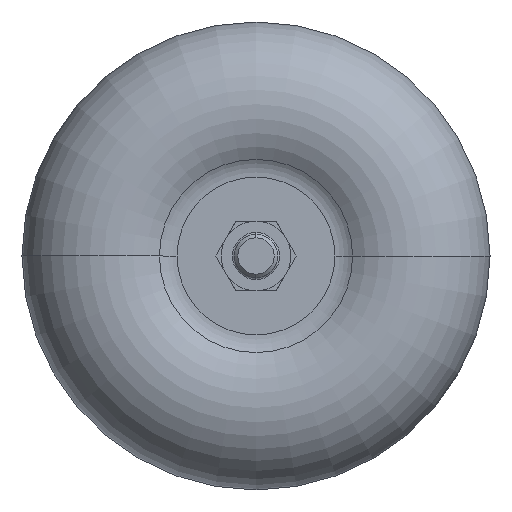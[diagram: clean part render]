
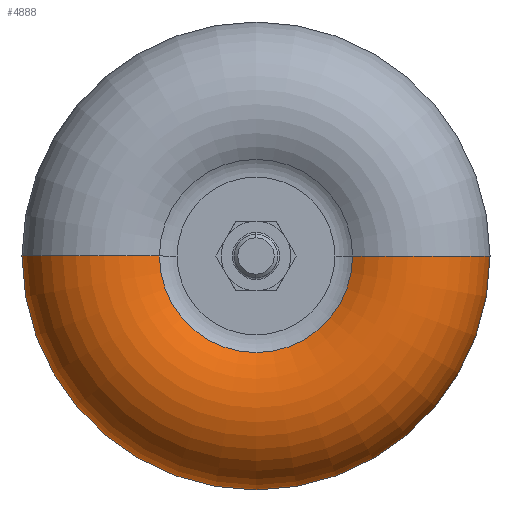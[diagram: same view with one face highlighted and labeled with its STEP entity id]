
A CAD part, front view. The second image highlights one B-rep face of the part: STEP entity #4888.
In plain terms, the highlighted toroidal (fillet/blend) face has major radius 33.8 mm and minor radius 20 mm.
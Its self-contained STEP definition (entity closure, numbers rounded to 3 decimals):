
#4661=CARTESIAN_POINT('',(33.8,-20.,0.));
#4662=DIRECTION('',(0.,0.,1.));
#4663=DIRECTION('',(1.,0.,0.));
#4664=AXIS2_PLACEMENT_3D('',#4661,#4662,#4663);
#4666=CARTESIAN_POINT('',(0.,-20.,0.));
#4667=DIRECTION('',(0.,1.,0.));
#4668=DIRECTION('',(-1.,0.,0.));
#4669=AXIS2_PLACEMENT_3D('',#4666,#4667,#4668);
#4676=CARTESIAN_POINT('',(0.,-3.704,0.));
#4677=DIRECTION('',(0.,1.,0.));
#4678=DIRECTION('',(-1.,0.,0.));
#4679=AXIS2_PLACEMENT_3D('',#4676,#4677,#4678);
#4691=CARTESIAN_POINT('',(-33.8,-20.,0.));
#4692=DIRECTION('',(0.,0.,-1.));
#4693=DIRECTION('',(-1.,0.,0.));
#4694=AXIS2_PLACEMENT_3D('',#4691,#4692,#4693);
#4737=CARTESIAN_POINT('',(-53.8,-20.,0.));
#4738=VERTEX_POINT('',#4737);
#4739=CARTESIAN_POINT('',(53.8,-20.,0.));
#4740=VERTEX_POINT('',#4739);
#4743=CARTESIAN_POINT('',(22.206,-3.704,0.));
#4744=VERTEX_POINT('',#4743);
#4745=CARTESIAN_POINT('',(-22.206,-3.704,
0.));
#4746=VERTEX_POINT('',#4745);
#4874=CARTESIAN_POINT('',(0.,-20.,0.));
#4875=DIRECTION('',(0.,-1.,0.));
#4876=DIRECTION('',(1.,0.,0.));
#4877=AXIS2_PLACEMENT_3D('',#4874,#4875,#4876);
#4878=TOROIDAL_SURFACE('',#4877,33.8,20.);
#4880=ORIENTED_EDGE('',*,*,#4879,.T.);
#4882=ORIENTED_EDGE('',*,*,#4881,.F.);
#4883=ORIENTED_EDGE('',*,*,#4864,.F.);
#4885=ORIENTED_EDGE('',*,*,#4884,.T.);
#4886=EDGE_LOOP('',(#4880,#4882,#4883,#4885));
#4887=FACE_OUTER_BOUND('',#4886,.F.);
#4888=ADVANCED_FACE('',(#4887),#4878,.T.);
#4665=CIRCLE('',#4664,20.);
#4670=CIRCLE('',#4669,53.8);
#4680=CIRCLE('',#4679,22.206);
#4695=CIRCLE('',#4694,20.);
#4864=EDGE_CURVE('',#4738,#4740,#4670,.T.);
#4879=EDGE_CURVE('',#4746,#4744,#4680,.T.);
#4881=EDGE_CURVE('',#4740,#4744,#4665,.T.);
#4884=EDGE_CURVE('',#4738,#4746,#4695,.T.);
